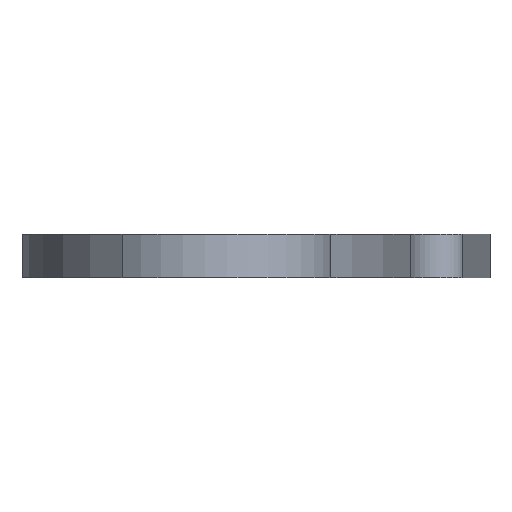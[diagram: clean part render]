
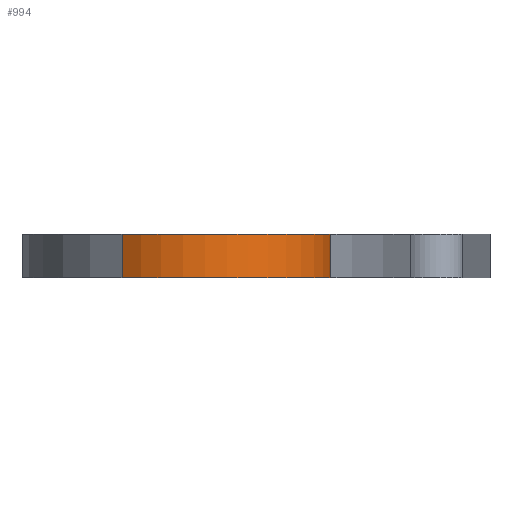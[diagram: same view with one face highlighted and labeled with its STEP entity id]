
A CAD part, front view. The second image highlights one B-rep face of the part: STEP entity #994.
In plain terms, the highlighted cylindrical face has radius 3 mm (diameter 6 mm), a partial arc.
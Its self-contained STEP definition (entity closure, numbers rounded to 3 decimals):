
#632=CARTESIAN_POINT('',(1.26,-20.753,-0.5));
#633=VERTEX_POINT('',#632);
#641=CARTESIAN_POINT('',(-3.575,-23.127,-0.5));
#642=VERTEX_POINT('',#641);
#643=CARTESIAN_POINT('',(-1.74,-20.753,-0.5));
#644=DIRECTION('',(0.0,0.0,1.));
#645=DIRECTION('',(0.612,0.791,0.0));
#646=AXIS2_PLACEMENT_3D('',#643,#644,#645);
#647=CIRCLE('',#646,3.0);
#648=EDGE_CURVE('',#642,#633,#647,.T.);
#950=CARTESIAN_POINT('',(1.26,-20.753,0.5));
#951=VERTEX_POINT('',#950);
#959=CARTESIAN_POINT('',(1.26,-20.753,0.5));
#960=DIRECTION('',(0.0,0.0,-1.0));
#961=VECTOR('',#960,1.0);
#962=LINE('',#959,#961);
#963=EDGE_CURVE('',#951,#633,#962,.T.);
#970=CARTESIAN_POINT('',(-1.74,-20.753,0.0));
#971=DIRECTION('',(0.0,0.0,1.0));
#972=DIRECTION('',(0.612,0.791,0.0));
#973=AXIS2_PLACEMENT_3D('',#970,#971,#972);
#974=CYLINDRICAL_SURFACE('',#973,3.);
#975=CARTESIAN_POINT('',(-3.575,-23.127,0.5));
#976=VERTEX_POINT('',#975);
#977=CARTESIAN_POINT('',(-1.74,-20.753,0.5));
#978=DIRECTION('',(0.0,0.0,-1.));
#979=DIRECTION('',(0.612,0.791,0.0));
#980=AXIS2_PLACEMENT_3D('',#977,#978,#979);
#981=CIRCLE('',#980,3.0);
#982=EDGE_CURVE('',#951,#976,#981,.T.);
#983=ORIENTED_EDGE('',*,*,#982,.T.);
#984=CARTESIAN_POINT('',(-3.575,-23.127,0.5));
#985=DIRECTION('',(0.0,0.0,-1.0));
#986=VECTOR('',#985,1.0);
#987=LINE('',#984,#986);
#988=EDGE_CURVE('',#976,#642,#987,.T.);
#989=ORIENTED_EDGE('',*,*,#988,.T.);
#990=ORIENTED_EDGE('',*,*,#648,.T.);
#991=ORIENTED_EDGE('',*,*,#963,.F.);
#992=EDGE_LOOP('',(#983,#989,#990,#991));
#993=FACE_OUTER_BOUND('',#992,.T.);
#994=ADVANCED_FACE('',(#993),#974,.T.);
